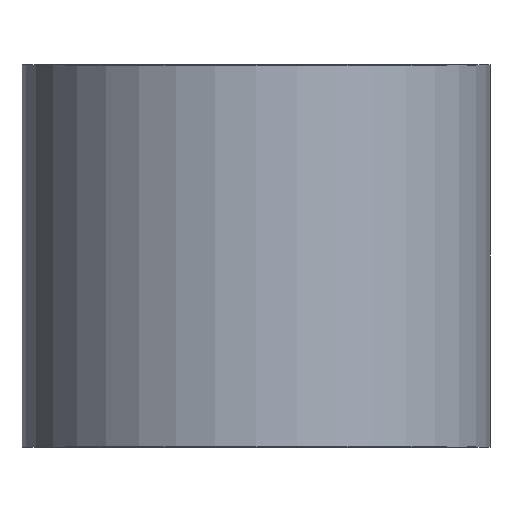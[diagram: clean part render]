
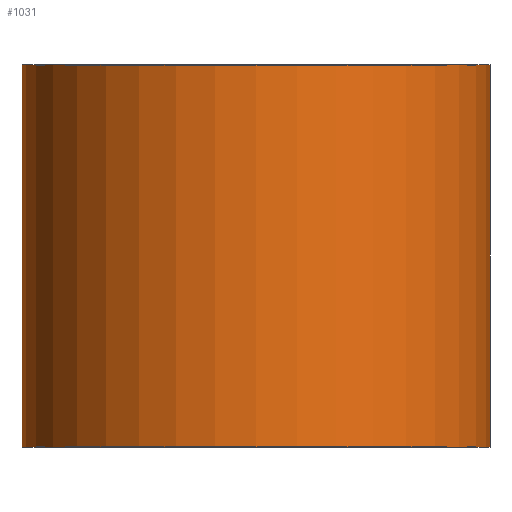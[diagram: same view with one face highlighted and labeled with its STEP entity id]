
A CAD part, front view. The second image highlights one B-rep face of the part: STEP entity #1031.
In plain terms, the highlighted cylindrical face has radius 550 mm (diameter 1100 mm), a full revolution.
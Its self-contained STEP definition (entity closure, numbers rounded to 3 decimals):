
#50 = EDGE_LOOP ( 'NONE', ( #656 ) ) ;
#156 = DIRECTION ( 'NONE',  ( 1., 0., 0. ) ) ;
#200 = DIRECTION ( 'NONE',  ( 1., 0., 0. ) ) ;
#449 = EDGE_LOOP ( 'NONE', ( #1211 ) ) ;
#479 = AXIS2_PLACEMENT_3D ( 'NONE', #587, #1281, #820 ) ;
#493 = AXIS2_PLACEMENT_3D ( 'NONE', #1289, #620, #200 ) ;
#587 = CARTESIAN_POINT ( 'NONE',  ( 0., 0., 0. ) ) ;
#620 = DIRECTION ( 'NONE',  ( 0., 0., 1. ) ) ;
#633 = EDGE_CURVE ( 'NONE', #1380, #1380, #938, .T. ) ;
#656 = ORIENTED_EDGE ( 'NONE', *, *, #633, .F. ) ;
#705 = FACE_OUTER_BOUND ( 'NONE', #50, .T. ) ;
#712 = EDGE_CURVE ( 'NONE', #818, #818, #1418, .T. ) ;
#726 = CARTESIAN_POINT ( 'NONE',  ( 0., 0., 900. ) ) ;
#818 = VERTEX_POINT ( 'NONE', #1221 ) ;
#820 = DIRECTION ( 'NONE',  ( 1., 0., 0. ) ) ;
#828 = DIRECTION ( 'NONE',  ( 0., 0., 1. ) ) ;
#938 = CIRCLE ( 'NONE', #1096, 550. ) ;
#959 = CYLINDRICAL_SURFACE ( 'NONE', #493, 550. ) ;
#1031 = ADVANCED_FACE ( 'NONE', ( #1400, #705 ), #959, .T. ) ;
#1096 = AXIS2_PLACEMENT_3D ( 'NONE', #726, #828, #156 ) ;
#1110 = CARTESIAN_POINT ( 'NONE',  ( 550., 0., 900. ) ) ;
#1211 = ORIENTED_EDGE ( 'NONE', *, *, #712, .T. ) ;
#1221 = CARTESIAN_POINT ( 'NONE',  ( 550., 0., 0. ) ) ;
#1281 = DIRECTION ( 'NONE',  ( 0., 0., 1. ) ) ;
#1289 = CARTESIAN_POINT ( 'NONE',  ( 0., 0., 0. ) ) ;
#1380 = VERTEX_POINT ( 'NONE', #1110 ) ;
#1400 = FACE_OUTER_BOUND ( 'NONE', #449, .T. ) ;
#1418 = CIRCLE ( 'NONE', #479, 550. ) ;
